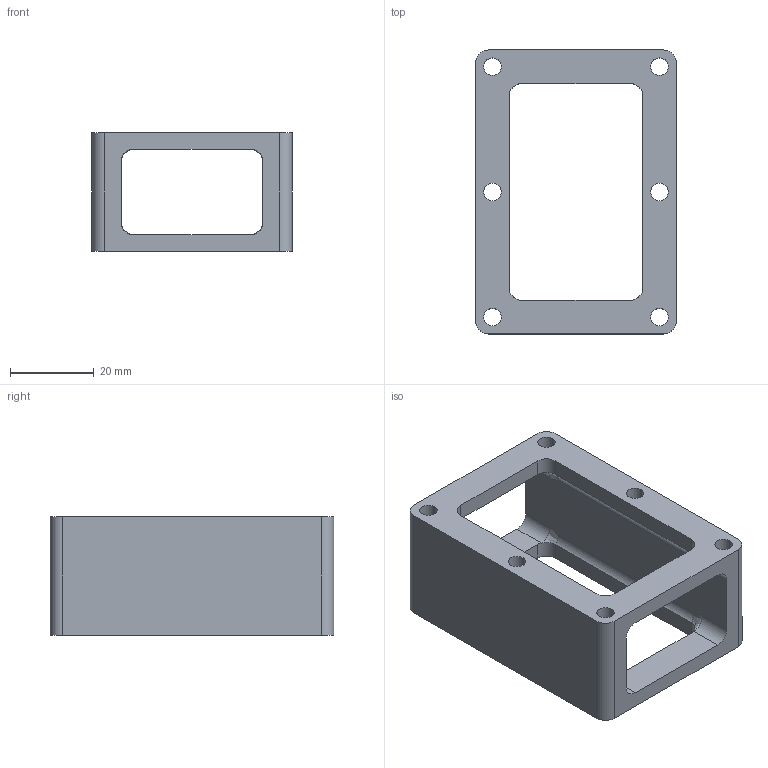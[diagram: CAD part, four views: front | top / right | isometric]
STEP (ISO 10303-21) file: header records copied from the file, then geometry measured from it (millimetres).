
FILE_DESCRIPTION (( 'STEP AP203' ), '1' );
FILE_NAME ('碳管固定垫块（数量2）.STEP', '2021-09-16T02:41:36', ( '' ), ( '' ), 'SwSTEP 2.0', 'SolidWorks 2018', '' );
FILE_SCHEMA (( 'CONFIG_CONTROL_DESIGN' ));
Length unit declared in the file: millimetre
Products named in the file (1): 碳管固定垫块（数量2）
Bounding box: 48 x 68 x 28.5 mm (x, y, z)
Volume: 30068 mm3; surface area: 15543.1 mm2
Topology: 1 solids, 1 shells, 64 faces, 176 edges, 112 vertices
Faces by surface type: cylinder 36, plane 20, bspline 8
Entity records: 2541 total; most frequent: CARTESIAN_POINT 777, DIRECTION 362, ORIENTED_EDGE 352, EDGE_CURVE 176, AXIS2_PLACEMENT_3D 137, VERTEX_POINT 112, VECTOR 88, LINE 88
